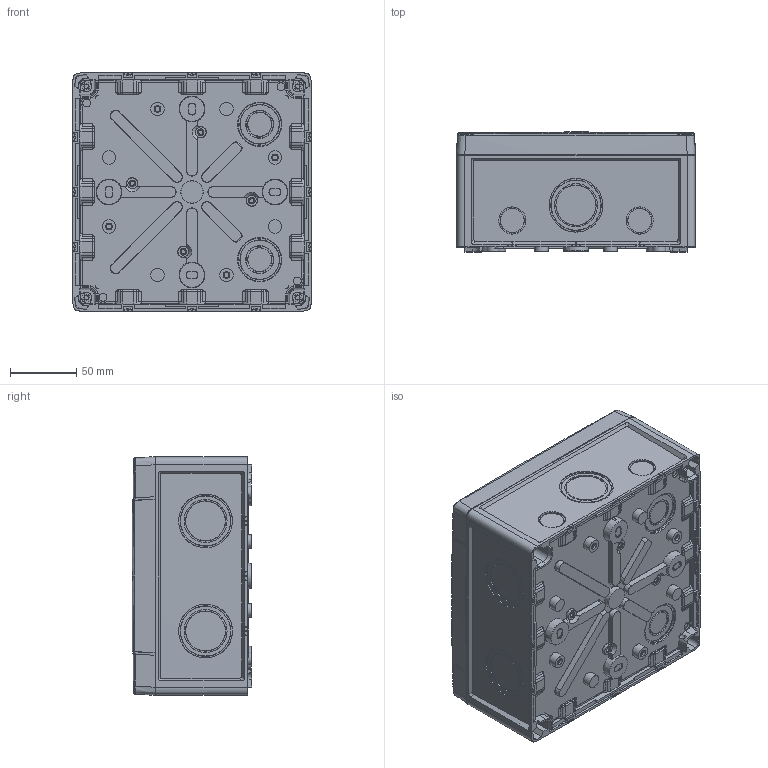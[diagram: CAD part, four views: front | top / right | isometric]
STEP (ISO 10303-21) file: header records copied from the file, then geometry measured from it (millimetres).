
FILE_DESCRIPTION(/* description */ ('STEP AP214'),/* implementation_level */ '2;1');
FILE_NAME(/* name */ '41640001',/* time_stamp */ '2024-12-06T18:54:15+01:00',/* author */ ('License CC BY-ND 4.0'),/* organization */ ('CADENAS'),/* preprocessor_version */ 'ST-DEVELOPER v19.3',/* originating_system */ 'PARTsolutions',/* authorisation */ ' ');
FILE_SCHEMA (('AUTOMOTIVE_DESIGN {1 0 10303 214 3 1 1}'));
Length unit declared in the file: millimetre
Products named in the file (20): 41640001; 41640001_PART1; 41640001_PART2; 41640001_PART3; 41640001_PART4; 41640001_PART5; 41640001_PART6; 41640001_PART7; 41640001_PART8; 41640001_PART9; 41640001_PART10; 41640001_PART11; 41640001_PART12; 41640001_PART13; 41640001_PART14; 41640001_PART15; 41640001_PART16; 41640001_PART17; 41640001_PART18; 41640001_PART19
Assembly tree (22 placements, depth 2):
  41640001
    41640001_PART1  x4
    41640001_PART2
    41640001_PART3
    41640001_PART4
    41640001_PART5
    41640001_PART6
    41640001_PART7
    41640001_PART8
    41640001_PART9
    41640001_PART10
    41640001_PART11
    41640001_PART12
    41640001_PART13
    41640001_PART14
    41640001_PART15
    41640001_PART16
    41640001_PART17
    41640001_PART18
    41640001_PART19
Bounding box: 180.2 x 90.3 x 180 mm (x, y, z)
Volume: 449329.7 mm3; surface area: 340772.9 mm2
Topology: 22 solids, 22 shells, 2925 faces, 7695 edges, 4943 vertices
Faces by surface type: plane 1580, cylinder 453, cone 407, bspline 283, torus 182, sphere 20
Full cylindrical faces by diameter (mm): 1 x4, 1.5 x2, 3.2 x4, 3.56 x12, 4 x4, 4.4 x4, 5 x8, 6 x8, 10 x16, 14 x4, 14.5 x1
Entity records: 100009 total; most frequent: CARTESIAN_POINT 34115, ORIENTED_EDGE 13940, DIRECTION 12980, EDGE_CURVE 6970, VERTEX_POINT 4547, AXIS2_PLACEMENT_3D 4528, LINE 3924, VECTOR 3924
